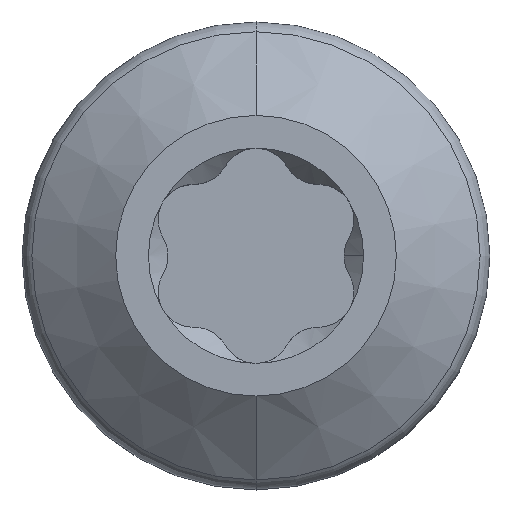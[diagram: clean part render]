
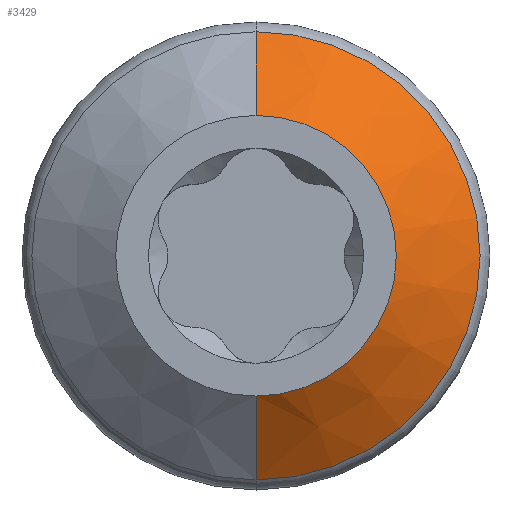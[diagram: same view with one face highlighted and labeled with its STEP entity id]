
A CAD part, top view. The second image highlights one B-rep face of the part: STEP entity #3429.
In plain terms, the highlighted conical face has half-angle 51.99 degrees and reference radius 2.575 mm.
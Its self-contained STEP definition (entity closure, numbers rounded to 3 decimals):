
#42 = ORIENTED_EDGE ( 'NONE', *, *, #1679, .F. ) ;
#387 = VERTEX_POINT ( 'NONE', #3184 ) ;
#569 = VECTOR ( 'NONE', #580, 1000. ) ;
#580 = DIRECTION ( 'NONE',  ( 0., -0.788, -0.616 ) ) ;
#603 = DIRECTION ( 'NONE',  ( 0., -1., 0. ) ) ;
#895 = LINE ( 'NONE', #1143, #569 ) ;
#935 = AXIS2_PLACEMENT_3D ( 'NONE', #2498, #3122, #1636 ) ;
#948 = CIRCLE ( 'NONE', #3244, 1.545 ) ;
#959 = CARTESIAN_POINT ( 'NONE',  ( 0., 0., 2.929 ) ) ;
#1027 = VERTEX_POINT ( 'NONE', #3650 ) ;
#1143 = CARTESIAN_POINT ( 'NONE',  ( 0., -2.575, 2.845 ) ) ;
#1200 = CARTESIAN_POINT ( 'NONE',  ( 0., 0., 3.65 ) ) ;
#1356 = EDGE_LOOP ( 'NONE', ( #2158, #2080, #3011, #42 ) ) ;
#1487 = DIRECTION ( 'NONE',  ( 0., 0., 1. ) ) ;
#1571 = EDGE_CURVE ( 'NONE', #2932, #387, #2321, .T. ) ;
#1636 = DIRECTION ( 'NONE',  ( 0., 1., 0. ) ) ;
#1679 = EDGE_CURVE ( 'NONE', #1027, #387, #3013, .T. ) ;
#1866 = CONICAL_SURFACE ( 'NONE', #935, 2.575, 0.907 ) ;
#2080 = ORIENTED_EDGE ( 'NONE', *, *, #2867, .T. ) ;
#2100 = CARTESIAN_POINT ( 'NONE',  ( 0., -2.467, 2.929 ) ) ;
#2154 = DIRECTION ( 'NONE',  ( 0., 0.788, -0.616 ) ) ;
#2158 = ORIENTED_EDGE ( 'NONE', *, *, #3725, .F. ) ;
#2225 = VECTOR ( 'NONE', #2154, 1000. ) ;
#2321 = CIRCLE ( 'NONE', #2764, 2.467 ) ;
#2425 = CARTESIAN_POINT ( 'NONE',  ( 0., 2.575, 2.845 ) ) ;
#2498 = CARTESIAN_POINT ( 'NONE',  ( 0., 0., 2.845 ) ) ;
#2711 = DIRECTION ( 'NONE',  ( 0., 0., 1. ) ) ;
#2764 = AXIS2_PLACEMENT_3D ( 'NONE', #959, #2711, #3016 ) ;
#2861 = FACE_OUTER_BOUND ( 'NONE', #1356, .T. ) ;
#2867 = EDGE_CURVE ( 'NONE', #2898, #2932, #895, .T. ) ;
#2898 = VERTEX_POINT ( 'NONE', #2991 ) ;
#2932 = VERTEX_POINT ( 'NONE', #2100 ) ;
#2991 = CARTESIAN_POINT ( 'NONE',  ( 0., -1.545, 3.65 ) ) ;
#3011 = ORIENTED_EDGE ( 'NONE', *, *, #1571, .T. ) ;
#3013 = LINE ( 'NONE', #2425, #2225 ) ;
#3016 = DIRECTION ( 'NONE',  ( 0., -1., 0. ) ) ;
#3122 = DIRECTION ( 'NONE',  ( 0., 0., -1. ) ) ;
#3184 = CARTESIAN_POINT ( 'NONE',  ( 0., 2.467, 2.929 ) ) ;
#3244 = AXIS2_PLACEMENT_3D ( 'NONE', #1200, #1487, #603 ) ;
#3429 = ADVANCED_FACE ( 'NONE', ( #2861 ), #1866, .T. ) ;
#3650 = CARTESIAN_POINT ( 'NONE',  ( 0., 1.545, 3.65 ) ) ;
#3725 = EDGE_CURVE ( 'NONE', #2898, #1027, #948, .T. ) ;
